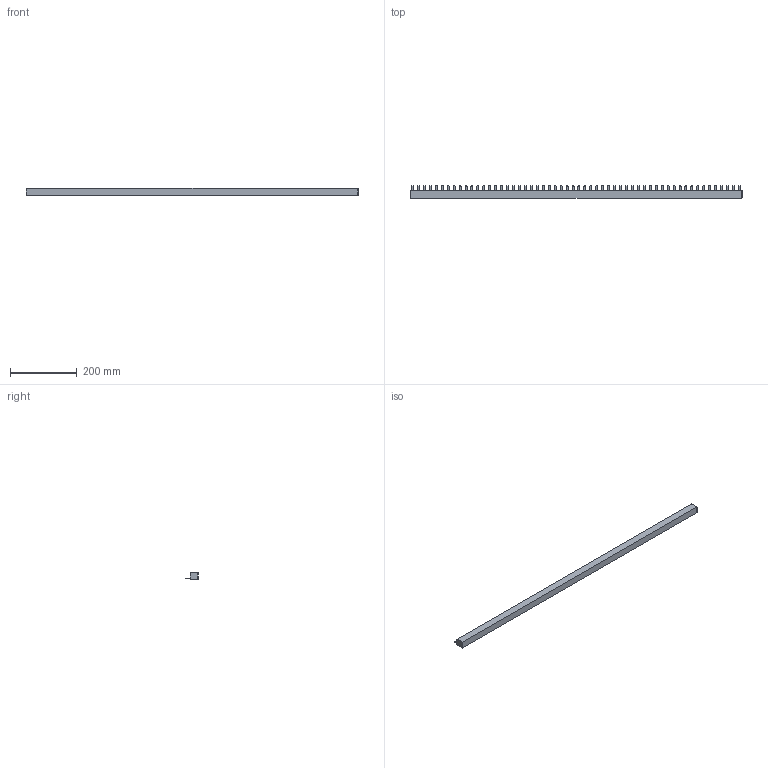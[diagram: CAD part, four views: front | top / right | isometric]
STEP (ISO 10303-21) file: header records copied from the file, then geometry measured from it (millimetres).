
FILE_DESCRIPTION (( 'STEP AP203' ), '1' );
FILE_NAME ('GMCB-BB2P-56-100C.step', '2024-07-23T19:27:26', ( '' ), ( '' ), 'SwSTEP 2.0', 'SolidWorks 2023', '' );
FILE_SCHEMA (( 'CONFIG_CONTROL_DESIGN' ));
Length unit declared in the file: inch
Products named in the file (1): GMCB-BB2P-56-100C
Bounding box: 994 x 36.5 x 21.6 mm (x, y, z)
Volume: 493653.2 mm3; surface area: 100607.7 mm2
Topology: 1 solids, 1 shells, 428 faces, 1099 edges, 721 vertices
Faces by surface type: plane 295, cylinder 125, bspline 8
Entity records: 13050 total; most frequent: CARTESIAN_POINT 2364, DIRECTION 2192, ORIENTED_EDGE 2182, EDGE_CURVE 1091, VECTOR 830, LINE 830, VERTEX_POINT 721, AXIS2_PLACEMENT_3D 681
